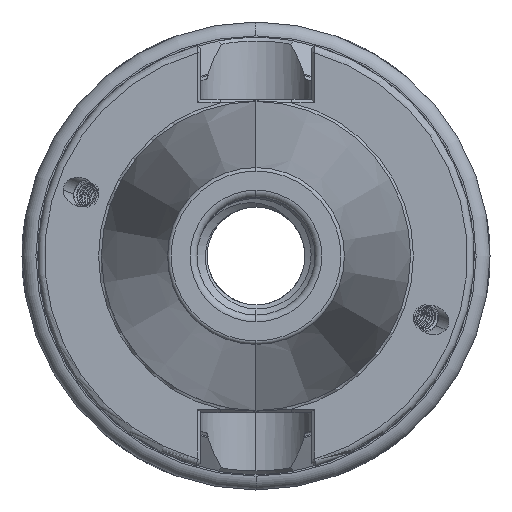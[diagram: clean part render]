
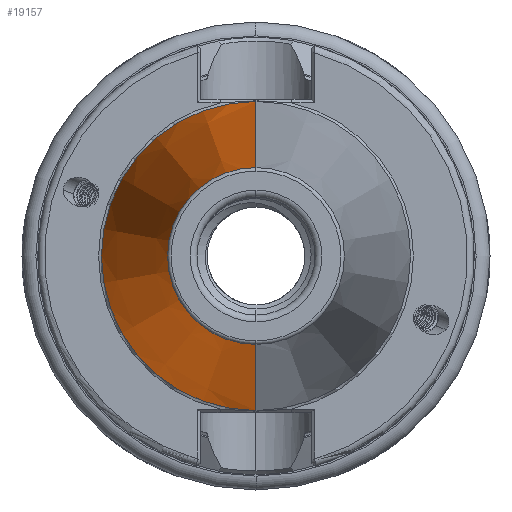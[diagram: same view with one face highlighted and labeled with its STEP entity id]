
A CAD part, left-side view. The second image highlights one B-rep face of the part: STEP entity #19157.
In plain terms, the highlighted conical face has half-angle 8.297 degrees and reference radius 22.298 mm.
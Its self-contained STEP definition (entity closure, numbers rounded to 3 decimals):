
#15 = FACE_OUTER_BOUND ( 'NONE', #26328, .T. ) ;
#114 = CONICAL_SURFACE ( 'NONE', #28797, 22.298, 0.145 ) ;
#8690 = VERTEX_POINT ( 'NONE', #32905 ) ;
#8720 = VERTEX_POINT ( 'NONE', #32582 ) ;
#8745 = VERTEX_POINT ( 'NONE', #32599 ) ;
#13326 = LINE ( 'NONE', #35299, #13363 ) ;
#13330 = LINE ( 'NONE', #35510, #13355 ) ;
#13355 = VECTOR ( 'NONE', #35507, 1000. ) ;
#13359 = CIRCLE ( 'NONE', #28491, 12.75 ) ;
#13363 = VECTOR ( 'NONE', #35282, 1000. ) ;
#13377 = CIRCLE ( 'NONE', #28492, 22.298 ) ;
#18324 = EDGE_CURVE ( 'NONE', #8720, #8745, #13359, .T. ) ;
#18342 = EDGE_CURVE ( 'NONE', #8745, #8690, #13326, .T. ) ;
#18351 = EDGE_CURVE ( 'NONE', #31402, #8690, #13377, .T. ) ;
#18412 = EDGE_CURVE ( 'NONE', #8720, #31402, #13330, .T. ) ;
#18812 = DIRECTION ( 'NONE',  ( 0., 0., -1. ) ) ;
#18826 = CARTESIAN_POINT ( 'NONE',  ( -66.972, 0., 0. ) ) ;
#18832 = DIRECTION ( 'NONE',  ( 1., 0., 0. ) ) ;
#19157 = ADVANCED_FACE ( 'NONE', ( #15 ), #114, .T. ) ;
#24243 = CARTESIAN_POINT ( 'NONE',  ( -1.5, 0., 0. ) ) ;
#24251 = DIRECTION ( 'NONE',  ( 1., 0., 0. ) ) ;
#24294 = DIRECTION ( 'NONE',  ( 0., 0., -1. ) ) ;
#25357 = ORIENTED_EDGE ( 'NONE', *, *, #18412, .F. ) ;
#25381 = ORIENTED_EDGE ( 'NONE', *, *, #18351, .F. ) ;
#25436 = ORIENTED_EDGE ( 'NONE', *, *, #18342, .T. ) ;
#25451 = ORIENTED_EDGE ( 'NONE', *, *, #18324, .T. ) ;
#26328 = EDGE_LOOP ( 'NONE', ( #25451, #25436, #25381, #25357 ) ) ;
#28491 = AXIS2_PLACEMENT_3D ( 'NONE', #18826, #18832, #18812 ) ;
#28492 = AXIS2_PLACEMENT_3D ( 'NONE', #35267, #35276, #35271 ) ;
#28797 = AXIS2_PLACEMENT_3D ( 'NONE', #24243, #24251, #24294 ) ;
#31402 = VERTEX_POINT ( 'NONE', #36483 ) ;
#32582 = CARTESIAN_POINT ( 'NONE',  ( -66.972, 0., -12.75 ) ) ;
#32599 = CARTESIAN_POINT ( 'NONE',  ( -66.972, 0., 12.75 ) ) ;
#32905 = CARTESIAN_POINT ( 'NONE',  ( -1.5, 0., 22.298 ) ) ;
#35267 = CARTESIAN_POINT ( 'NONE',  ( -1.5, 0., 0. ) ) ;
#35271 = DIRECTION ( 'NONE',  ( 0., 0., -1. ) ) ;
#35276 = DIRECTION ( 'NONE',  ( 1., 0., 0. ) ) ;
#35282 = DIRECTION ( 'NONE',  ( 0.99, 0., 0.144 ) ) ;
#35299 = CARTESIAN_POINT ( 'NONE',  ( -1.5, 0., 22.298 ) ) ;
#35507 = DIRECTION ( 'NONE',  ( 0.99, 0., -0.144 ) ) ;
#35510 = CARTESIAN_POINT ( 'NONE',  ( -1.5, 0., -22.298 ) ) ;
#36483 = CARTESIAN_POINT ( 'NONE',  ( -1.5, 0., -22.298 ) ) ;
